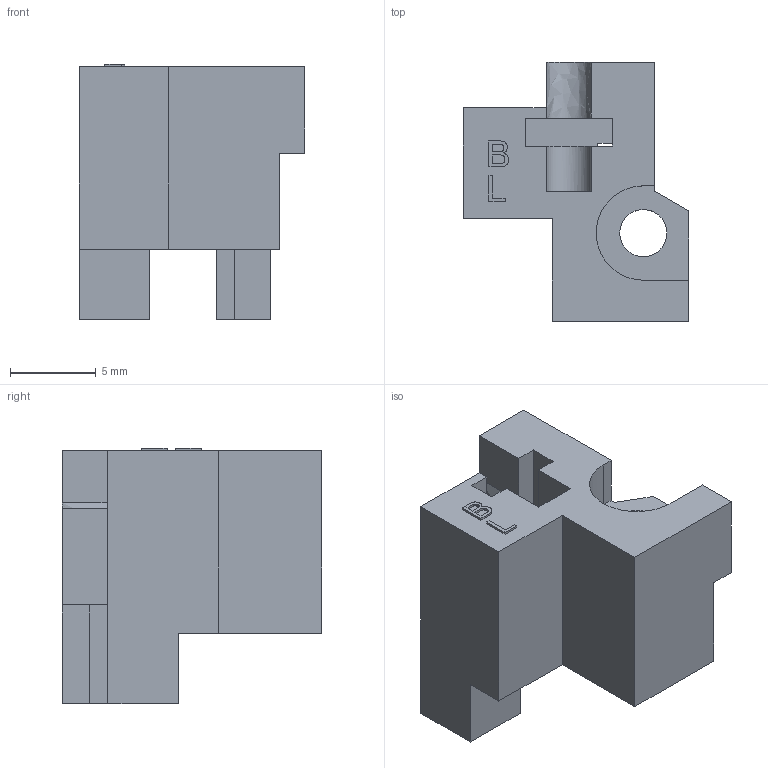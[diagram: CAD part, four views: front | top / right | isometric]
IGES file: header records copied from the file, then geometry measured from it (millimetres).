
Global section: file name: 0906_DIN_fixing_bracket_B_left_07.igs; preprocessor: I-DEAS 3D IGES Translator 10; date: 20080520.070600; units: millimetre
Bounding box: 13.15 x 15.1 x 14.88 mm (x, y, z)
Volume: 1125.1 mm3; surface area: 1131.3 mm2
Topology: 1 solids, 1 shells, 67 faces, 187 edges, 124 vertices
Faces by surface type: bspline 67
